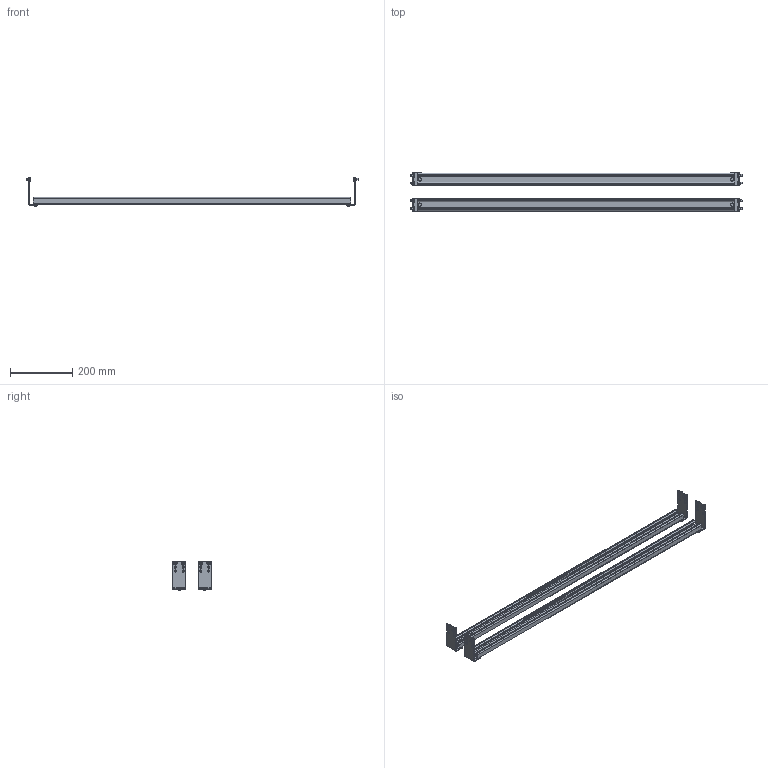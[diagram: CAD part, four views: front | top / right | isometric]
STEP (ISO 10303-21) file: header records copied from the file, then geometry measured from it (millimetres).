
FILE_DESCRIPTION(('STEP AP214'),'1');
FILE_NAME('cctmp_40C9BF42-3C36-495A-8774-D87F43153669_2024_06_07_20_27_31_0015..stp','2024-06-07T18:27:31',('SIEMENS A&D'),('CADClick - www.CADClick.com'),'Spatial InterOp 3D',' ','unknown authorization');
FILE_SCHEMA(('AUTOMOTIVE_DESIGN'));
Length unit declared in the file: millimetre
Products named in the file (19): cc_unnamed; 2024_06_07_20_27_30_0991; 2024_06_07_20_27_30_0953; 2024_06_07_20_27_30_0921; 2024_06_07_20_27_30_0890; 2024_06_07_20_27_30_0859; 2024_06_07_20_27_30_0796; 2024_06_07_20_27_30_0765; 2024_06_07_20_27_30_0734; 2024_06_07_20_27_30_0703; 2024_06_07_20_27_30_0609; 2024_06_07_20_27_30_0562; 2024_06_07_20_27_30_0531; 2024_06_07_20_27_30_0490; 2024_06_07_20_27_30_0453; 2024_06_07_20_27_30_0390; 2024_06_07_20_27_30_0359; 2024_06_07_20_27_30_0328; 2024_06_07_20_27_30_0296
Assembly tree (18 placements, depth 2):
  cc_unnamed
    2024_06_07_20_27_30_0991
    2024_06_07_20_27_30_0953
    2024_06_07_20_27_30_0921
    2024_06_07_20_27_30_0890
    2024_06_07_20_27_30_0859
    2024_06_07_20_27_30_0796
    2024_06_07_20_27_30_0765
    2024_06_07_20_27_30_0734
    2024_06_07_20_27_30_0703
    2024_06_07_20_27_30_0609
    2024_06_07_20_27_30_0562
    2024_06_07_20_27_30_0531
    2024_06_07_20_27_30_0490
    2024_06_07_20_27_30_0453
    2024_06_07_20_27_30_0390
    2024_06_07_20_27_30_0359
    2024_06_07_20_27_30_0328
    2024_06_07_20_27_30_0296
Bounding box: 1066 x 123 x 96 mm (x, y, z)
Volume: 446821 mm3; surface area: 456663.6 mm2
Topology: 18 solids, 18 shells, 296 faces, 696 edges, 448 vertices
Faces by surface type: cylinder 144, plane 104, cone 48
Entity records: 11596 total; most frequent: DIRECTION 1662, CARTESIAN_POINT 1459, ORIENTED_EDGE 1392, EDGE_CURVE 696, AXIS2_PLACEMENT_3D 651, VERTEX_POINT 448, EDGE_LOOP 364, LINE 360
